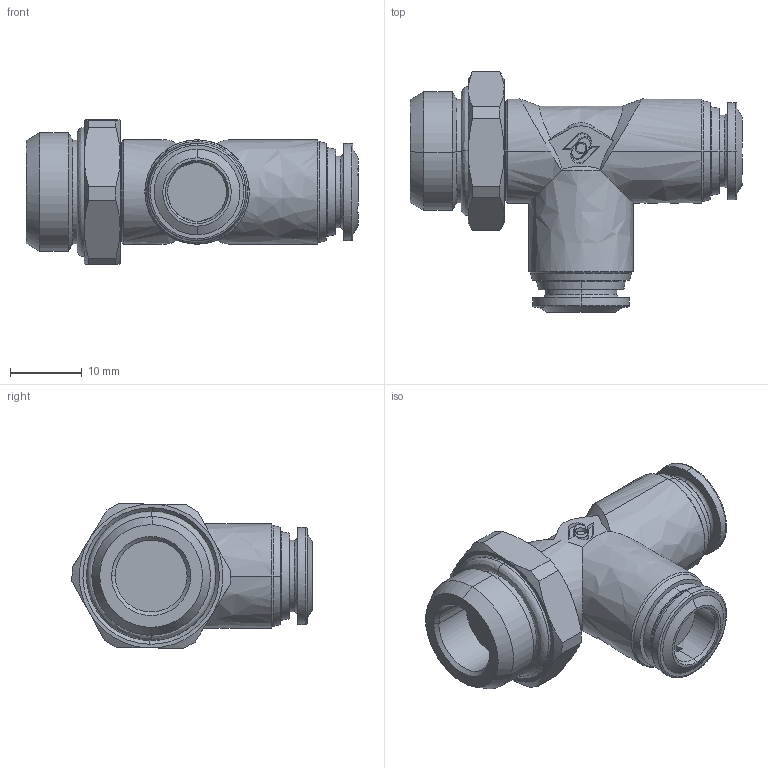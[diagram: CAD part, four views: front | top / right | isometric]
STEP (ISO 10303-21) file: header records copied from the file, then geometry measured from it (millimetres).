
FILE_DESCRIPTION (( 'STEP AP214' ), '1' );
FILE_NAME ('PST08-G03_ME.STEP', '2018-09-06T13:25:16', ( '' ), ( '' ), 'SwSTEP 2.0', 'SolidWorks 2018', '' );
FILE_SCHEMA (( 'AUTOMOTIVE_DESIGN' ));
Length unit declared in the file: millimetre
Products named in the file (1): PST08-G03_ME
Bounding box: 46.2 x 33.43 x 20.17 mm (x, y, z)
Volume: 9746.9 mm3; surface area: 4913.3 mm2
Topology: 2 solids, 2 shells, 192 faces, 486 edges, 314 vertices
Faces by surface type: bspline 192
Entity records: 9148 total; most frequent: CARTESIAN_POINT 6273, ORIENTED_EDGE 972, EDGE_CURVE 486, B_SPLINE_CURVE_WITH_KNOTS 356, VERTEX_POINT 314, EDGE_LOOP 218, ADVANCED_FACE 192, FACE_OUTER_BOUND 192
